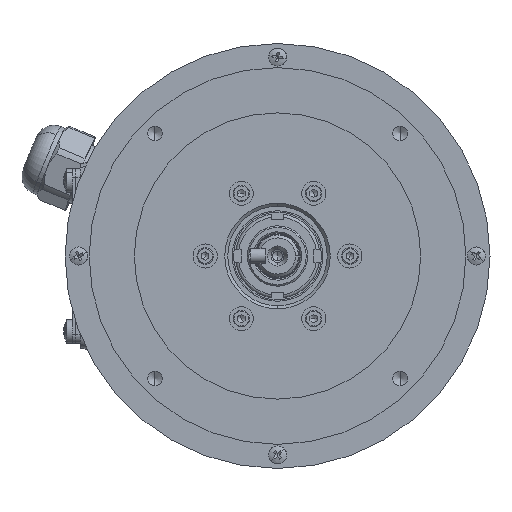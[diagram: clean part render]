
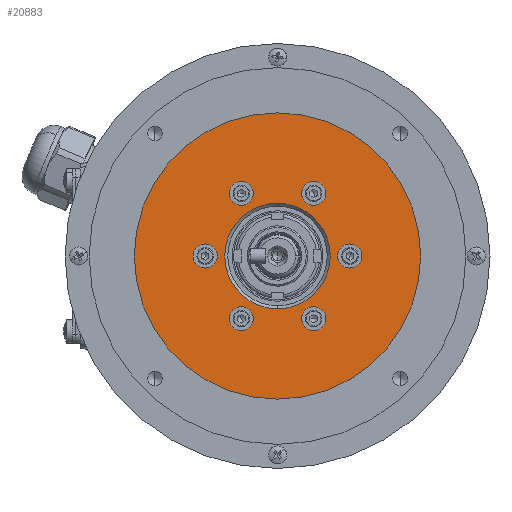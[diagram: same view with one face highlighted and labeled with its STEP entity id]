
A CAD part, left-side view. The second image highlights one B-rep face of the part: STEP entity #20883.
In plain terms, the highlighted planar face has unit normal (-1, 0, 0).
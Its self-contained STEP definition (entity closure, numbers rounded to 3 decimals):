
#8691=CARTESIAN_POINT('',(-14.6,0.,-47.5));
#8692=VERTEX_POINT('',#8691);
#8708=CARTESIAN_POINT('',(-14.6,0.,47.5));
#8709=VERTEX_POINT('',#8708);
#8716=CARTESIAN_POINT('',(-14.6,0.,0.));
#8717=DIRECTION('',(1.0,0.0,0.0));
#8718=DIRECTION('',(0.0,0.0,-1.0));
#8719=AXIS2_PLACEMENT_3D('',#8716,#8717,#8718);
#8720=CIRCLE('',#8719,47.5);
#8721=EDGE_CURVE('',#8709,#8692,#8720,.T.);
#8815=CARTESIAN_POINT('',(-14.6,0.,17.5));
#8816=VERTEX_POINT('',#8815);
#8830=CARTESIAN_POINT('',(-14.6,0.,-17.5));
#8831=VERTEX_POINT('',#8830);
#8838=CARTESIAN_POINT('',(-14.6,0.,0.));
#8839=DIRECTION('',(-1.0,0.0,0.0));
#8840=DIRECTION('',(0.0,0.0,1.0));
#8841=AXIS2_PLACEMENT_3D('',#8838,#8839,#8840);
#8842=CIRCLE('',#8841,17.5);
#8843=EDGE_CURVE('',#8831,#8816,#8842,.T.);
#8876=CARTESIAN_POINT('',(-14.6,12.,24.785));
#8877=VERTEX_POINT('',#8876);
#8893=CARTESIAN_POINT('',(-14.6,12.,16.785));
#8894=VERTEX_POINT('',#8893);
#8901=CARTESIAN_POINT('',(-14.6,12.,20.785));
#8902=DIRECTION('',(1.0,0.0,0.0));
#8903=DIRECTION('',(0.0,0.0,1.0));
#8904=AXIS2_PLACEMENT_3D('',#8901,#8902,#8903);
#8905=CIRCLE('',#8904,4.0);
#8906=EDGE_CURVE('',#8877,#8894,#8905,.T.);
#8939=CARTESIAN_POINT('',(-14.6,-24.,4.));
#8940=VERTEX_POINT('',#8939);
#8956=CARTESIAN_POINT('',(-14.6,-24.0,-4.));
#8957=VERTEX_POINT('',#8956);
#8964=CARTESIAN_POINT('',(-14.6,-24.,0.));
#8965=DIRECTION('',(1.0,0.0,0.0));
#8966=DIRECTION('',(0.0,0.0,1.0));
#8967=AXIS2_PLACEMENT_3D('',#8964,#8965,#8966);
#8968=CIRCLE('',#8967,4.0);
#8969=EDGE_CURVE('',#8940,#8957,#8968,.T.);
#9002=CARTESIAN_POINT('',(-14.6,12.,-16.785));
#9003=VERTEX_POINT('',#9002);
#9019=CARTESIAN_POINT('',(-14.6,12.,-24.785));
#9020=VERTEX_POINT('',#9019);
#9027=CARTESIAN_POINT('',(-14.6,12.,-20.785));
#9028=DIRECTION('',(1.0,0.0,0.0));
#9029=DIRECTION('',(0.0,0.0,1.0));
#9030=AXIS2_PLACEMENT_3D('',#9027,#9028,#9029);
#9031=CIRCLE('',#9030,4.0);
#9032=EDGE_CURVE('',#9003,#9020,#9031,.T.);
#9065=CARTESIAN_POINT('',(-14.6,24.,4.));
#9066=VERTEX_POINT('',#9065);
#9082=CARTESIAN_POINT('',(-14.6,24.,-4.));
#9083=VERTEX_POINT('',#9082);
#9090=CARTESIAN_POINT('',(-14.6,24.,0.));
#9091=DIRECTION('',(1.0,0.0,0.0));
#9092=DIRECTION('',(0.0,0.0,1.0));
#9093=AXIS2_PLACEMENT_3D('',#9090,#9091,#9092);
#9094=CIRCLE('',#9093,4.0);
#9095=EDGE_CURVE('',#9066,#9083,#9094,.T.);
#9128=CARTESIAN_POINT('',(-14.6,-12.,-16.785));
#9129=VERTEX_POINT('',#9128);
#9145=CARTESIAN_POINT('',(-14.6,-12.,-24.785));
#9146=VERTEX_POINT('',#9145);
#9153=CARTESIAN_POINT('',(-14.6,-12.,-20.785));
#9154=DIRECTION('',(1.0,0.0,0.0));
#9155=DIRECTION('',(0.0,0.0,1.0));
#9156=AXIS2_PLACEMENT_3D('',#9153,#9154,#9155);
#9157=CIRCLE('',#9156,4.0);
#9158=EDGE_CURVE('',#9129,#9146,#9157,.T.);
#9191=CARTESIAN_POINT('',(-14.6,-12.,24.785));
#9192=VERTEX_POINT('',#9191);
#9208=CARTESIAN_POINT('',(-14.6,-12.,16.785));
#9209=VERTEX_POINT('',#9208);
#9216=CARTESIAN_POINT('',(-14.6,-12.,20.785));
#9217=DIRECTION('',(1.0,0.0,0.0));
#9218=DIRECTION('',(0.0,0.0,1.0));
#9219=AXIS2_PLACEMENT_3D('',#9216,#9217,#9218);
#9220=CIRCLE('',#9219,4.0);
#9221=EDGE_CURVE('',#9192,#9209,#9220,.T.);
#20467=CARTESIAN_POINT('',(-14.6,-12.,20.785));
#20468=DIRECTION('',(1.0,0.0,0.0));
#20469=DIRECTION('',(0.0,0.0,1.0));
#20470=AXIS2_PLACEMENT_3D('',#20467,#20468,#20469);
#20471=CIRCLE('',#20470,4.0);
#20472=EDGE_CURVE('',#9209,#9192,#20471,.T.);
#20532=CARTESIAN_POINT('',(-14.6,-12.,-20.785));
#20533=DIRECTION('',(1.0,0.0,0.0));
#20534=DIRECTION('',(0.0,0.0,1.0));
#20535=AXIS2_PLACEMENT_3D('',#20532,#20533,#20534);
#20536=CIRCLE('',#20535,4.0);
#20537=EDGE_CURVE('',#9146,#9129,#20536,.T.);
#20597=CARTESIAN_POINT('',(-14.6,24.,0.));
#20598=DIRECTION('',(1.0,0.0,0.0));
#20599=DIRECTION('',(0.0,0.0,1.0));
#20600=AXIS2_PLACEMENT_3D('',#20597,#20598,#20599);
#20601=CIRCLE('',#20600,4.0);
#20602=EDGE_CURVE('',#9083,#9066,#20601,.T.);
#20662=CARTESIAN_POINT('',(-14.6,12.,-20.785));
#20663=DIRECTION('',(1.0,0.0,0.0));
#20664=DIRECTION('',(0.0,0.0,1.0));
#20665=AXIS2_PLACEMENT_3D('',#20662,#20663,#20664);
#20666=CIRCLE('',#20665,4.0);
#20667=EDGE_CURVE('',#9020,#9003,#20666,.T.);
#20727=CARTESIAN_POINT('',(-14.6,-24.,0.));
#20728=DIRECTION('',(1.0,0.0,0.0));
#20729=DIRECTION('',(0.0,0.0,1.0));
#20730=AXIS2_PLACEMENT_3D('',#20727,#20728,#20729);
#20731=CIRCLE('',#20730,4.0);
#20732=EDGE_CURVE('',#8957,#8940,#20731,.T.);
#20792=CARTESIAN_POINT('',(-14.6,12.,20.785));
#20793=DIRECTION('',(1.0,0.0,0.0));
#20794=DIRECTION('',(0.0,0.0,1.0));
#20795=AXIS2_PLACEMENT_3D('',#20792,#20793,#20794);
#20796=CIRCLE('',#20795,4.0);
#20797=EDGE_CURVE('',#8894,#8877,#20796,.T.);
#20810=CARTESIAN_POINT('',(-14.6,0.,0.));
#20811=DIRECTION('',(-1.0,0.0,0.0));
#20812=DIRECTION('',(0.0,0.0,1.0));
#20813=AXIS2_PLACEMENT_3D('',#20810,#20811,#20812);
#20814=CIRCLE('',#20813,17.5);
#20815=EDGE_CURVE('',#8816,#8831,#20814,.T.);
#20840=CARTESIAN_POINT('',(-14.6,0.,0.));
#20841=DIRECTION('',(1.0,0.0,0.0));
#20842=DIRECTION('',(0.0,0.0,-1.0));
#20843=AXIS2_PLACEMENT_3D('',#20840,#20841,#20842);
#20844=PLANE('',#20843);
#20845=ORIENTED_EDGE('',*,*,#8721,.F.);
#20846=CARTESIAN_POINT('',(-14.6,0.,0.));
#20847=DIRECTION('',(1.0,0.0,0.0));
#20848=DIRECTION('',(0.0,0.0,-1.0));
#20849=AXIS2_PLACEMENT_3D('',#20846,#20847,#20848);
#20850=CIRCLE('',#20849,47.5);
#20851=EDGE_CURVE('',#8692,#8709,#20850,.T.);
#20852=ORIENTED_EDGE('',*,*,#20851,.F.);
#20853=EDGE_LOOP('',(#20845,#20852));
#20854=FACE_OUTER_BOUND('',#20853,.T.);
#20855=ORIENTED_EDGE('',*,*,#9221,.T.);
#20856=ORIENTED_EDGE('',*,*,#20472,.T.);
#20857=EDGE_LOOP('',(#20855,#20856));
#20858=FACE_BOUND('',#20857,.T.);
#20859=ORIENTED_EDGE('',*,*,#9158,.T.);
#20860=ORIENTED_EDGE('',*,*,#20537,.T.);
#20861=EDGE_LOOP('',(#20859,#20860));
#20862=FACE_BOUND('',#20861,.T.);
#20863=ORIENTED_EDGE('',*,*,#9095,.T.);
#20864=ORIENTED_EDGE('',*,*,#20602,.T.);
#20865=EDGE_LOOP('',(#20863,#20864));
#20866=FACE_BOUND('',#20865,.T.);
#20867=ORIENTED_EDGE('',*,*,#9032,.T.);
#20868=ORIENTED_EDGE('',*,*,#20667,.T.);
#20869=EDGE_LOOP('',(#20867,#20868));
#20870=FACE_BOUND('',#20869,.T.);
#20871=ORIENTED_EDGE('',*,*,#8969,.T.);
#20872=ORIENTED_EDGE('',*,*,#20732,.T.);
#20873=EDGE_LOOP('',(#20871,#20872));
#20874=FACE_BOUND('',#20873,.T.);
#20875=ORIENTED_EDGE('',*,*,#8906,.T.);
#20876=ORIENTED_EDGE('',*,*,#20797,.T.);
#20877=EDGE_LOOP('',(#20875,#20876));
#20878=FACE_BOUND('',#20877,.T.);
#20879=ORIENTED_EDGE('',*,*,#8843,.F.);
#20880=ORIENTED_EDGE('',*,*,#20815,.F.);
#20881=EDGE_LOOP('',(#20879,#20880));
#20882=FACE_BOUND('',#20881,.T.);
#20883=ADVANCED_FACE('',(#20854,#20858,#20862,#20866,#20870,#20874,#20878,#20882),#20844,.F.);
